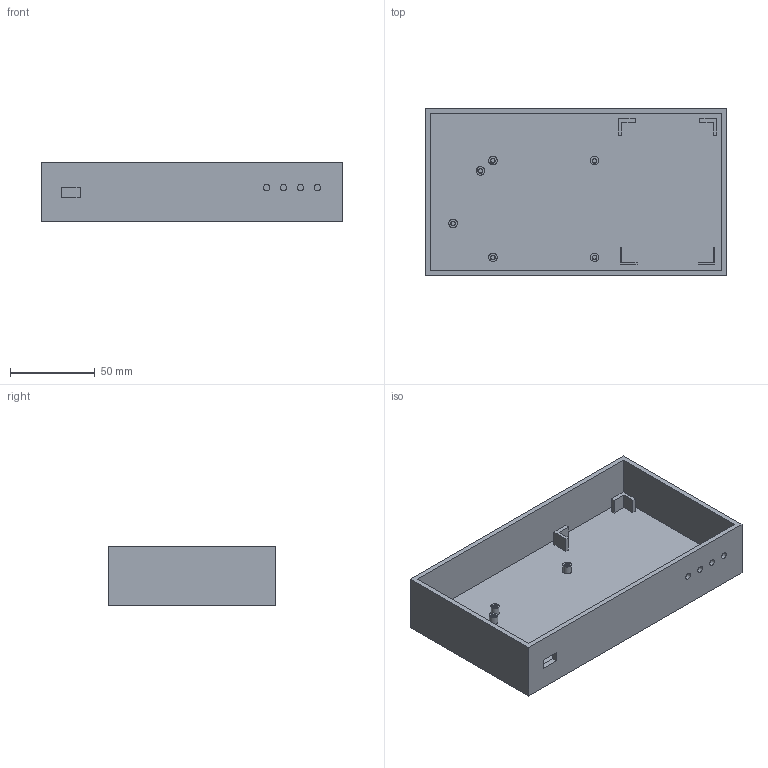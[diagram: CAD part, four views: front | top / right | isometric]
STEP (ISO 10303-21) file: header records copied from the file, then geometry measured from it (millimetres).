
FILE_DESCRIPTION(/* description */ (''),/* implementation_level */ '2;1');
FILE_NAME(/* name */ 'espOsmo.step',/* time_stamp */ '2025-07-23T18:01:04-04:00',/* author */ (''),/* organization */ (''),/* preprocessor_version */ 'ST-DEVELOPER v20.1',/* originating_system */ 'Autodesk Translation Framework v14.10.0.0',/* authorisation */ '');
FILE_SCHEMA (('AUTOMOTIVE_DESIGN { 1 0 10303 214 3 1 1 }'));
Length unit declared in the file: millimetre
Products named in the file (1): (Unsaved)
Bounding box: 178 x 99 x 35 mm (x, y, z)
Volume: 153987.3 mm3; surface area: 72453.9 mm2
Topology: 1 solids, 1 shells, 245 faces, 678 edges, 452 vertices
Faces by surface type: cylinder 166, plane 55, bspline 24
Full cylindrical faces by diameter (mm): 2.529 x36, 3.086 x12, 3.8 x4, 5 x6
Entity records: 18405 total; most frequent: CARTESIAN_POINT 12848, ORIENTED_EDGE 1356, DIRECTION 794, EDGE_CURVE 678, VERTEX_POINT 452, B_SPLINE_CURVE_WITH_KNOTS 372, EDGE_LOOP 272, AXIS2_PLACEMENT_3D 266
